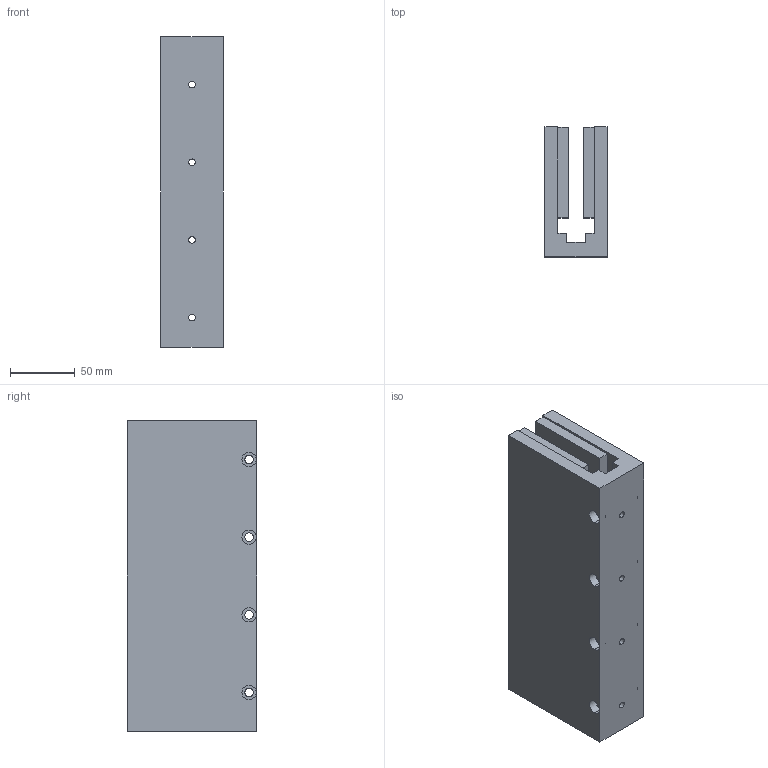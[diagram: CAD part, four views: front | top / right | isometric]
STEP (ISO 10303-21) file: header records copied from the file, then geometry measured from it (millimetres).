
FILE_DESCRIPTION (( 'STEP AP203' ), '1' );
FILE_NAME ('ZWU-60A-240MNS-MODEL-A01.step', '2022-09-08T12:52:58', ( '' ), ( '' ), 'SwSTEP 2.0', 'SolidWorks 2020', '' );
FILE_SCHEMA (( 'CONFIG_CONTROL_DESIGN' ));
Length unit declared in the file: millimetre
Products named in the file (1): ZWU-60A-240MNS-MODEL-A01
Bounding box: 48 x 100.2 x 240 mm (x, y, z)
Volume: 806050.7 mm3; surface area: 148513.6 mm2
Topology: 1 solids, 1 shells, 134 faces, 324 edges, 216 vertices
Faces by surface type: plane 102, cylinder 32
Entity records: 4001 total; most frequent: CARTESIAN_POINT 675, DIRECTION 658, ORIENTED_EDGE 648, EDGE_CURVE 324, VECTOR 260, LINE 260, VERTEX_POINT 216, AXIS2_PLACEMENT_3D 199
